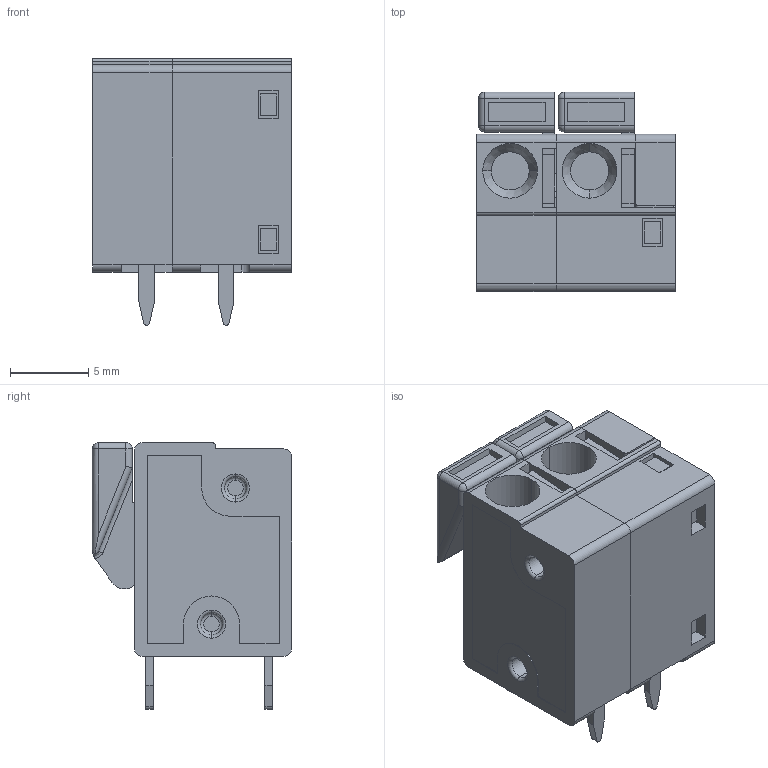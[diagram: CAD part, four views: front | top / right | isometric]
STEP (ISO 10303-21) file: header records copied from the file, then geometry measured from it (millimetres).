
FILE_DESCRIPTION(('STEP AP214'),'1');
FILE_NAME('cctmp_74EB8EA9-1A18-43C2-82FD-B6AEC014FBA2_2023_03_20_08_08_37_0992_4120..stp','2023-03-20T08:08:38',('PHOENIX CONTACT Deutschland GmbH'),('CADClick - www.CADClick.com'),'Spatial InterOp 3D',' ','unknown authorization');
FILE_SCHEMA(('AUTOMOTIVE_DESIGN'));
Length unit declared in the file: millimetre
Products named in the file (10): 2023_03_20_08_08_37_0570; 2023_03_20_08_08_37_0992; 2023_03_20_08_08_37_0976; 2023_03_20_08_08_37_0961; 2023_03_20_08_08_37_0945; 2023_03_20_08_08_37_0929; 2023_03_20_08_08_37_0914; 2023_03_20_08_08_37_0898; 2023_03_20_08_08_37_0883; 2023_03_20_08_08_37_0867
Assembly tree (9 placements, depth 2):
  2023_03_20_08_08_37_0570
    2023_03_20_08_08_37_0992
    2023_03_20_08_08_37_0976
    2023_03_20_08_08_37_0961
    2023_03_20_08_08_37_0945
    2023_03_20_08_08_37_0929
    2023_03_20_08_08_37_0914
    2023_03_20_08_08_37_0898
    2023_03_20_08_08_37_0883
    2023_03_20_08_08_37_0867
Bounding box: 12.7 x 12.75 x 17.05 mm (x, y, z)
Volume: 1591 mm3; surface area: 2236.5 mm2
Topology: 9 solids, 9 shells, 429 faces, 1102 edges, 703 vertices
Faces by surface type: plane 245, cylinder 134, torus 28, cone 12, sphere 8, bspline 2
Entity records: 17414 total; most frequent: CARTESIAN_POINT 3066, DIRECTION 2263, ORIENTED_EDGE 2188, EDGE_CURVE 1094, AXIS2_PLACEMENT_3D 756, LINE 751, VECTOR 751, VERTEX_POINT 703
